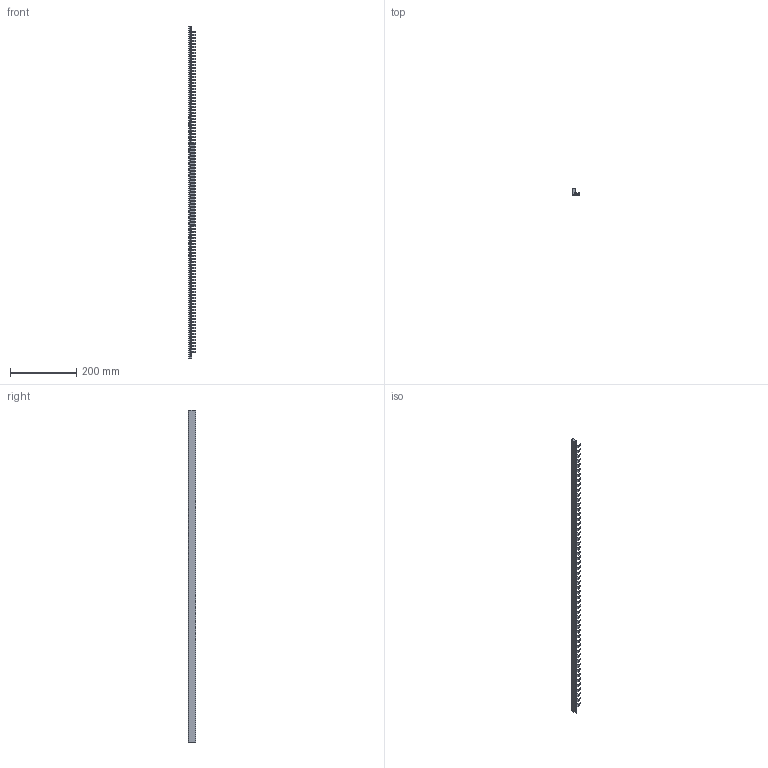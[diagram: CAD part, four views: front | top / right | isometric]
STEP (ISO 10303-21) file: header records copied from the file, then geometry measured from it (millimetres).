
FILE_DESCRIPTION((''),'2;1');
FILE_NAME('42-PD_ASM','2024-06-15T',('dell'),(''),'PRO/ENGINEER BY PARAMETRIC TECHNOLOGY CORPORATION, 2013230','PRO/ENGINEER BY PARAMETRIC TECHNOLOGY CORPORATION, 2013230','');
FILE_SCHEMA(('AUTOMOTIVE_DESIGN { 1 0 10303 214 1 1 1 1 }'));
Length unit declared in the file: millimetre
Products named in the file (1): 42-PD_ASM
Bounding box: 20 x 21.81 x 1000 mm (x, y, z)
Volume: 158158.4 mm3; surface area: 77471 mm2
Topology: 1 solids, 1 shells, 665 faces, 1773 edges, 1110 vertices
Faces by surface type: plane 549, cylinder 116
Entity records: 20260 total; most frequent: CARTESIAN_POINT 3563, ORIENTED_EDGE 3546, DIRECTION 3329, EDGE_CURVE 1773, VECTOR 1541, LINE 1541, VERTEX_POINT 1110, AXIS2_PLACEMENT_3D 894
